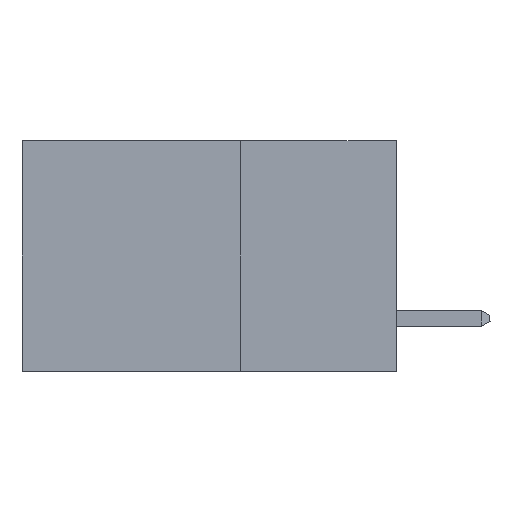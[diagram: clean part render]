
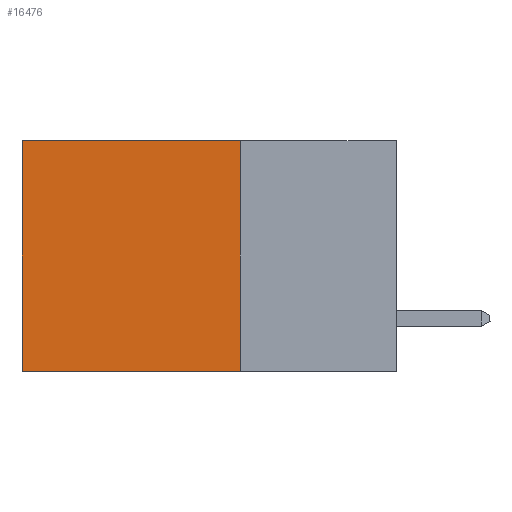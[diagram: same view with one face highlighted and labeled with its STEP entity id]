
A CAD part, left-side view. The second image highlights one B-rep face of the part: STEP entity #16476.
In plain terms, the highlighted planar face has unit normal (-1, 0, 0).
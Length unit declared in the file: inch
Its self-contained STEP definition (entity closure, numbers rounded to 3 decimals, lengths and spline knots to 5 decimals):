
#353 = CARTESIAN_POINT ( 'NONE',  ( 0.298, 0.25, 0. ) ) ;
#1786 = DIRECTION ( 'NONE',  ( 0., 0., -1. ) ) ;
#2856 = LINE ( 'NONE', #13539, #19962 ) ;
#3324 = DIRECTION ( 'NONE',  ( 0., 1., 0. ) ) ;
#3341 = VERTEX_POINT ( 'NONE', #17474 ) ;
#3773 = DIRECTION ( 'NONE',  ( 0., 1., 0. ) ) ;
#5249 = ORIENTED_EDGE ( 'NONE', *, *, #14535, .T. ) ;
#5502 = VECTOR ( 'NONE', #3324, 39.37008 ) ;
#6621 = ORIENTED_EDGE ( 'NONE', *, *, #18642, .F. ) ;
#6814 = LINE ( 'NONE', #11439, #5502 ) ;
#7818 = CARTESIAN_POINT ( 'NONE',  ( 0.298, 0.6, 0. ) ) ;
#8652 = DIRECTION ( 'NONE',  ( 1., 0., 0. ) ) ;
#9940 = EDGE_CURVE ( 'NONE', #3341, #15840, #6814, .T. ) ;
#10520 = VECTOR ( 'NONE', #15170, 39.37008 ) ;
#10793 = LINE ( 'NONE', #353, #20600 ) ;
#11439 = CARTESIAN_POINT ( 'NONE',  ( 0.298, 0.25, -0.37 ) ) ;
#11638 = VERTEX_POINT ( 'NONE', #17540 ) ;
#11657 = CARTESIAN_POINT ( 'NONE',  ( 0.298, 0.25, 0. ) ) ;
#12279 = ORIENTED_EDGE ( 'NONE', *, *, #9940, .F. ) ;
#13539 = CARTESIAN_POINT ( 'NONE',  ( 0.298, 0.6, 0. ) ) ;
#13613 = PLANE ( 'NONE',  #16549 ) ;
#14535 = EDGE_CURVE ( 'NONE', #11638, #16054, #10793, .T. ) ;
#14662 = FACE_OUTER_BOUND ( 'NONE', #21059, .T. ) ;
#15170 = DIRECTION ( 'NONE',  ( 0., 0., -1. ) ) ;
#15663 = ORIENTED_EDGE ( 'NONE', *, *, #21264, .T. ) ;
#15840 = VERTEX_POINT ( 'NONE', #18482 ) ;
#16054 = VERTEX_POINT ( 'NONE', #7818 ) ;
#16476 = ADVANCED_FACE ( 'NONE', ( #14662 ), #13613, .F. ) ;
#16549 = AXIS2_PLACEMENT_3D ( 'NONE', #16912, #8652, #20215 ) ;
#16912 = CARTESIAN_POINT ( 'NONE',  ( 0.298, 0.25, 0. ) ) ;
#17474 = CARTESIAN_POINT ( 'NONE',  ( 0.298, 0.25, -0.37 ) ) ;
#17540 = CARTESIAN_POINT ( 'NONE',  ( 0.298, 0.25, 0. ) ) ;
#18482 = CARTESIAN_POINT ( 'NONE',  ( 0.298, 0.6, -0.37 ) ) ;
#18642 = EDGE_CURVE ( 'NONE', #11638, #3341, #19312, .T. ) ;
#19312 = LINE ( 'NONE', #11657, #10520 ) ;
#19962 = VECTOR ( 'NONE', #1786, 39.37008 ) ;
#20215 = DIRECTION ( 'NONE',  ( 0., 0., -1. ) ) ;
#20600 = VECTOR ( 'NONE', #3773, 39.37008 ) ;
#21059 = EDGE_LOOP ( 'NONE', ( #15663, #12279, #6621, #5249 ) ) ;
#21264 = EDGE_CURVE ( 'NONE', #16054, #15840, #2856, .T. ) ;
